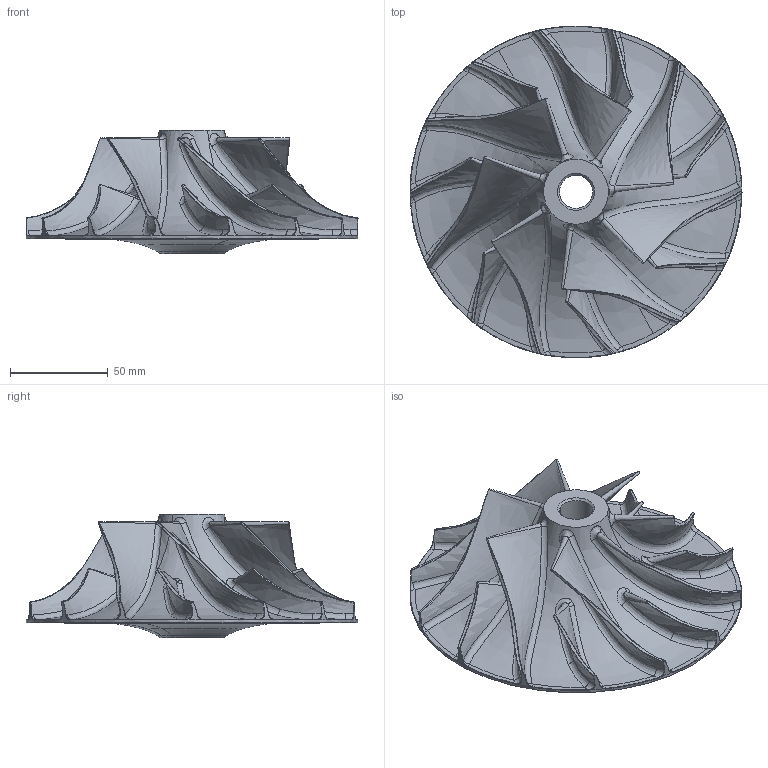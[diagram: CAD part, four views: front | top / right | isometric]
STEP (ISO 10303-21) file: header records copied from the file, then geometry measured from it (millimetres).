
FILE_DESCRIPTION(('CATIA V5 STEP Exchange','CAx-IF Rec.Pracs.--- Model Styling and Organization---1.2---2011-12-15'),'2;1');
FILE_NAME(' ivice 0.3.stp','2015-05-14T18:41:34+00:00',('none'),('none'),'Version 5-6 Release 2013','CATIA V5 STEP AP214','none');
FILE_SCHEMA(('AUTOMOTIVE_DESIGN { 1 0 10303 214 1 1 1 1 }'));
Products named in the file (1): 511-025-77-01
Bounding box: 169.95 x 169.93 x 63.15 mm (x, y, z)
Volume: 313179.7 mm3; surface area: 82442.5 mm2
Topology: 1 solids, 1 shells, 419 faces, 1023 edges, 608 vertices
Faces by surface type: bspline 269, plane 42, cone 40, torus 37, cylinder 31
Entity records: 134801 total; most frequent: CARTESIAN_POINT 127231, ORIENTED_EDGE 2046, EDGE_CURVE 1023, B_SPLINE_CURVE_WITH_KNOTS 774, VERTEX_POINT 608, DIRECTION 537, EDGE_LOOP 423, ADVANCED_FACE 419
